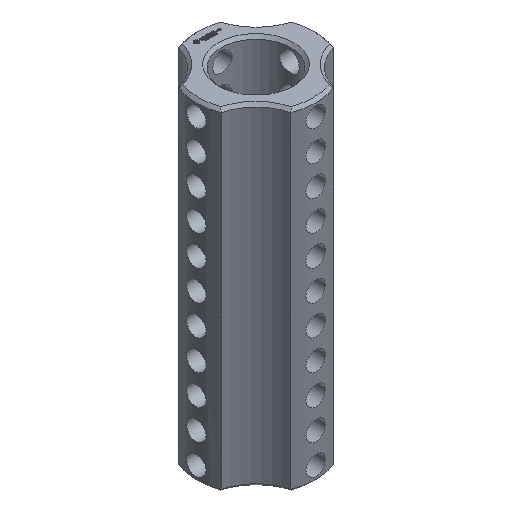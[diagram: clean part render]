
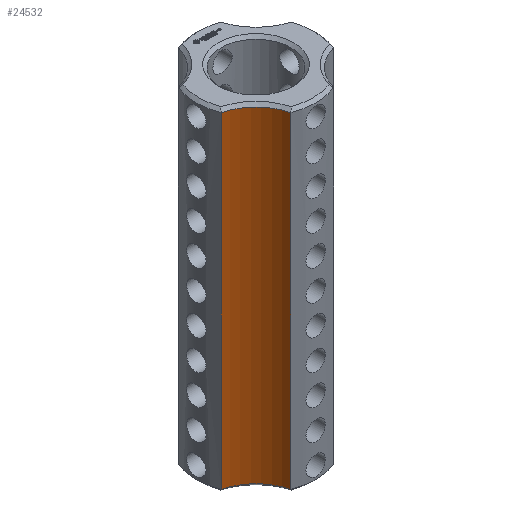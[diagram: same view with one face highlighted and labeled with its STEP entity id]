
A CAD part, isometric view. The second image highlights one B-rep face of the part: STEP entity #24532.
In plain terms, the highlighted cylindrical face has radius 5 mm (diameter 10 mm), a partial arc.
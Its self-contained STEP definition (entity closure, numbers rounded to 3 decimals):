
#2510 = CYLINDRICAL_SURFACE('',#2511,6.25);
#2511 = AXIS2_PLACEMENT_3D('',#2512,#2513,#2514);
#2512 = CARTESIAN_POINT('',(0.,0.,0.));
#2513 = DIRECTION('',(-0.,-0.,-1.));
#2514 = DIRECTION('',(1.,0.,0.));
#5503 = EDGE_CURVE('',#5504,#5506,#5508,.T.);
#5504 = VERTEX_POINT('',#5505);
#5505 = CARTESIAN_POINT('',(-2.225,-5.841,0.3));
#5506 = VERTEX_POINT('',#5507);
#5507 = CARTESIAN_POINT('',(-2.225,-5.841,34.075));
#5508 = SURFACE_CURVE('',#5509,(#5513,#5520),.PCURVE_S1.);
#5509 = LINE('',#5510,#5511);
#5510 = CARTESIAN_POINT('',(-2.225,-5.841,0.));
#5511 = VECTOR('',#5512,1.);
#5512 = DIRECTION('',(0.,0.,1.));
#5513 = PCURVE('',#2510,#5514);
#5514 = DEFINITIONAL_REPRESENTATION('',(#5515),#5519);
#5515 = LINE('',#5516,#5517);
#5516 = CARTESIAN_POINT('',(-4.348,0.));
#5517 = VECTOR('',#5518,1.);
#5518 = DIRECTION('',(-0.,-1.));
#5519 = ( GEOMETRIC_REPRESENTATION_CONTEXT(2) 
PARAMETRIC_REPRESENTATION_CONTEXT() REPRESENTATION_CONTEXT('2D SPACE',''
  ) );
#5520 = PCURVE('',#5521,#5526);
#5521 = CYLINDRICAL_SURFACE('',#5522,5.);
#5522 = AXIS2_PLACEMENT_3D('',#5523,#5524,#5525);
#5523 = CARTESIAN_POINT('',(-7.071,-7.071,0.));
#5524 = DIRECTION('',(-0.,-0.,-1.));
#5525 = DIRECTION('',(1.,0.,0.));
#5526 = DEFINITIONAL_REPRESENTATION('',(#5527),#5531);
#5527 = LINE('',#5528,#5529);
#5528 = CARTESIAN_POINT('',(-0.249,0.));
#5529 = VECTOR('',#5530,1.);
#5530 = DIRECTION('',(-0.,-1.));
#5531 = ( GEOMETRIC_REPRESENTATION_CONTEXT(2) 
PARAMETRIC_REPRESENTATION_CONTEXT() REPRESENTATION_CONTEXT('2D SPACE',''
  ) );
#7435 = CONICAL_SURFACE('',#7436,5.,0.785);
#7436 = AXIS2_PLACEMENT_3D('',#7437,#7438,#7439);
#7437 = CARTESIAN_POINT('',(-7.071,-7.071,0.3));
#7438 = DIRECTION('',(-0.,-0.,-1.));
#7439 = DIRECTION('',(0.969,0.246,0.));
#7667 = CONICAL_SURFACE('',#7668,5.,0.785);
#7668 = AXIS2_PLACEMENT_3D('',#7669,#7670,#7671);
#7669 = CARTESIAN_POINT('',(-7.071,-7.071,34.075));
#7670 = DIRECTION('',(0.,0.,1.));
#7671 = DIRECTION('',(0.969,0.246,0.));
#24532 = ADVANCED_FACE('',(#24533),#5521,.F.);
#24533 = FACE_BOUND('',#24534,.T.);
#24534 = EDGE_LOOP('',(#24535,#24536,#24560,#24588));
#24535 = ORIENTED_EDGE('',*,*,#5503,.T.);
#24536 = ORIENTED_EDGE('',*,*,#24537,.T.);
#24537 = EDGE_CURVE('',#5506,#24538,#24540,.T.);
#24538 = VERTEX_POINT('',#24539);
#24539 = CARTESIAN_POINT('',(-5.841,-2.225,34.075));
#24540 = SURFACE_CURVE('',#24541,(#24546,#24553),.PCURVE_S1.);
#24541 = CIRCLE('',#24542,5.);
#24542 = AXIS2_PLACEMENT_3D('',#24543,#24544,#24545);
#24543 = CARTESIAN_POINT('',(-7.071,-7.071,34.075));
#24544 = DIRECTION('',(0.,-0.,1.));
#24545 = DIRECTION('',(0.969,0.246,0.));
#24546 = PCURVE('',#5521,#24547);
#24547 = DEFINITIONAL_REPRESENTATION('',(#24548),#24552);
#24548 = LINE('',#24549,#24550);
#24549 = CARTESIAN_POINT('',(-0.249,-34.075));
#24550 = VECTOR('',#24551,1.);
#24551 = DIRECTION('',(-1.,0.));
#24552 = ( GEOMETRIC_REPRESENTATION_CONTEXT(2) 
PARAMETRIC_REPRESENTATION_CONTEXT() REPRESENTATION_CONTEXT('2D SPACE',''
  ) );
#24553 = PCURVE('',#7667,#24554);
#24554 = DEFINITIONAL_REPRESENTATION('',(#24555),#24559);
#24555 = LINE('',#24556,#24557);
#24556 = CARTESIAN_POINT('',(0.,0.));
#24557 = VECTOR('',#24558,1.);
#24558 = DIRECTION('',(1.,0.));
#24559 = ( GEOMETRIC_REPRESENTATION_CONTEXT(2) 
PARAMETRIC_REPRESENTATION_CONTEXT() REPRESENTATION_CONTEXT('2D SPACE',''
  ) );
#24560 = ORIENTED_EDGE('',*,*,#24561,.F.);
#24561 = EDGE_CURVE('',#24562,#24538,#24564,.T.);
#24562 = VERTEX_POINT('',#24563);
#24563 = CARTESIAN_POINT('',(-5.841,-2.225,0.3));
#24564 = SURFACE_CURVE('',#24565,(#24569,#24576),.PCURVE_S1.);
#24565 = LINE('',#24566,#24567);
#24566 = CARTESIAN_POINT('',(-5.841,-2.225,0.));
#24567 = VECTOR('',#24568,1.);
#24568 = DIRECTION('',(0.,0.,1.));
#24569 = PCURVE('',#5521,#24570);
#24570 = DEFINITIONAL_REPRESENTATION('',(#24571),#24575);
#24571 = LINE('',#24572,#24573);
#24572 = CARTESIAN_POINT('',(-1.322,0.));
#24573 = VECTOR('',#24574,1.);
#24574 = DIRECTION('',(-0.,-1.));
#24575 = ( GEOMETRIC_REPRESENTATION_CONTEXT(2) 
PARAMETRIC_REPRESENTATION_CONTEXT() REPRESENTATION_CONTEXT('2D SPACE',''
  ) );
#24576 = PCURVE('',#24577,#24582);
#24577 = CYLINDRICAL_SURFACE('',#24578,6.25);
#24578 = AXIS2_PLACEMENT_3D('',#24579,#24580,#24581);
#24579 = CARTESIAN_POINT('',(0.,0.,0.));
#24580 = DIRECTION('',(-0.,-0.,-1.));
#24581 = DIRECTION('',(1.,0.,0.));
#24582 = DEFINITIONAL_REPRESENTATION('',(#24583),#24587);
#24583 = LINE('',#24584,#24585);
#24584 = CARTESIAN_POINT('',(-3.506,0.));
#24585 = VECTOR('',#24586,1.);
#24586 = DIRECTION('',(-0.,-1.));
#24587 = ( GEOMETRIC_REPRESENTATION_CONTEXT(2) 
PARAMETRIC_REPRESENTATION_CONTEXT() REPRESENTATION_CONTEXT('2D SPACE',''
  ) );
#24588 = ORIENTED_EDGE('',*,*,#24589,.F.);
#24589 = EDGE_CURVE('',#5504,#24562,#24590,.T.);
#24590 = SURFACE_CURVE('',#24591,(#24596,#24603),.PCURVE_S1.);
#24591 = CIRCLE('',#24592,5.);
#24592 = AXIS2_PLACEMENT_3D('',#24593,#24594,#24595);
#24593 = CARTESIAN_POINT('',(-7.071,-7.071,0.3));
#24594 = DIRECTION('',(0.,-0.,1.));
#24595 = DIRECTION('',(0.969,0.246,0.));
#24596 = PCURVE('',#5521,#24597);
#24597 = DEFINITIONAL_REPRESENTATION('',(#24598),#24602);
#24598 = LINE('',#24599,#24600);
#24599 = CARTESIAN_POINT('',(-0.249,-0.3));
#24600 = VECTOR('',#24601,1.);
#24601 = DIRECTION('',(-1.,0.));
#24602 = ( GEOMETRIC_REPRESENTATION_CONTEXT(2) 
PARAMETRIC_REPRESENTATION_CONTEXT() REPRESENTATION_CONTEXT('2D SPACE',''
  ) );
#24603 = PCURVE('',#7435,#24604);
#24604 = DEFINITIONAL_REPRESENTATION('',(#24605),#24609);
#24605 = LINE('',#24606,#24607);
#24606 = CARTESIAN_POINT('',(-0.,0.));
#24607 = VECTOR('',#24608,1.);
#24608 = DIRECTION('',(-1.,0.));
#24609 = ( GEOMETRIC_REPRESENTATION_CONTEXT(2) 
PARAMETRIC_REPRESENTATION_CONTEXT() REPRESENTATION_CONTEXT('2D SPACE',''
  ) );
